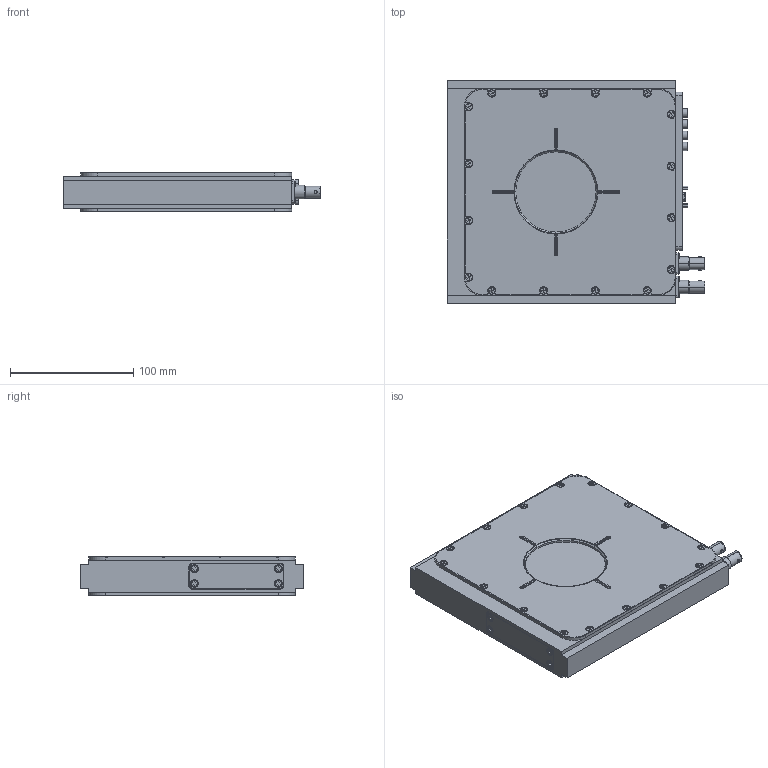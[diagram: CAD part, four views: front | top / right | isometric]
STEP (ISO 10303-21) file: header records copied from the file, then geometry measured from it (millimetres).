
FILE_DESCRIPTION (( 'STEP AP214' ), '1' );
FILE_NAME ('88202700-QIC-6E.STEP', '2024-01-03T18:39:58', ( '' ), ( '' ), 'SwSTEP 2.0', 'SolidWorks 2022', '' );
FILE_SCHEMA (( 'AUTOMOTIVE_DESIGN' ));
Length unit declared in the file: millimetre
Products named in the file (1): 88202700-QIC-6E
Bounding box: 208.57 x 180 x 31.38 mm (x, y, z)
Surface area: 211981.7 mm2 (no closed solid volume)
Topology: 0 solids, 81 shells, 1107 faces, 3582 edges, 2515 vertices
Faces by surface type: plane 720, cylinder 230, cone 114, bspline 27, sphere 16
Entity records: 52659 total; most frequent: CARTESIAN_POINT 8899, DIRECTION 6603, ORIENTED_EDGE 5904, EDGE_CURVE 3576, VERTEX_POINT 2515, VECTOR 2373, LINE 2373, AXIS2_PLACEMENT_3D 2115
